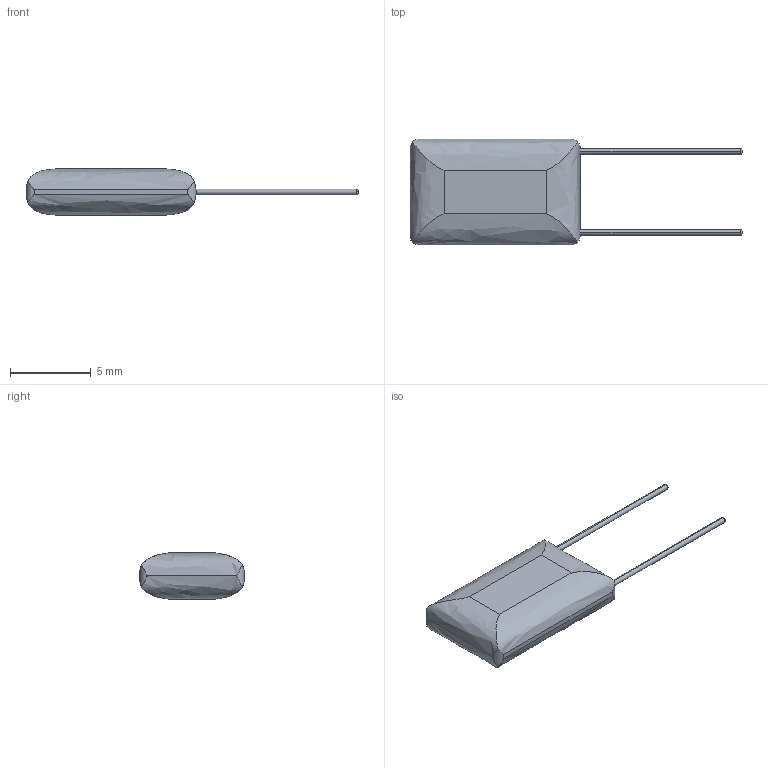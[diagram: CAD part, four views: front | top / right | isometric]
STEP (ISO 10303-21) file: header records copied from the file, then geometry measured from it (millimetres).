
FILE_DESCRIPTION (( 'STEP AP214' ), '1' );
FILE_NAME ('222J.STEP', '2021-09-18T17:50:50', ( '' ), ( '' ), 'SwSTEP 2.0', 'SolidWorks 2021', '' );
FILE_SCHEMA (( 'AUTOMOTIVE_DESIGN' ));
Length unit declared in the file: millimetre
Products named in the file (1): 222J
Bounding box: 20.5 x 6.5 x 2.88 mm (x, y, z)
Volume: 166.2 mm3; surface area: 209.1 mm2
Topology: 1 solids, 1 shells, 26 faces, 72 edges, 48 vertices
Faces by surface type: cylinder 8, bspline 8, plane 6, torus 4
Entity records: 1356 total; most frequent: CARTESIAN_POINT 615, ORIENTED_EDGE 144, DIRECTION 94, EDGE_CURVE 72, VERTEX_POINT 48, AXIS2_PLACEMENT_3D 35, B_SPLINE_CURVE_WITH_KNOTS 32, ADVANCED_FACE 26
